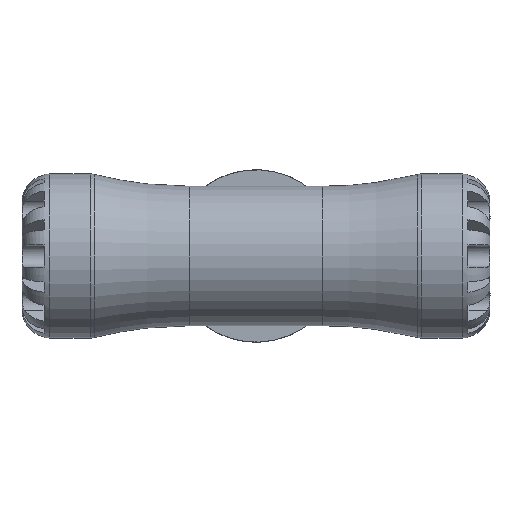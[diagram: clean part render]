
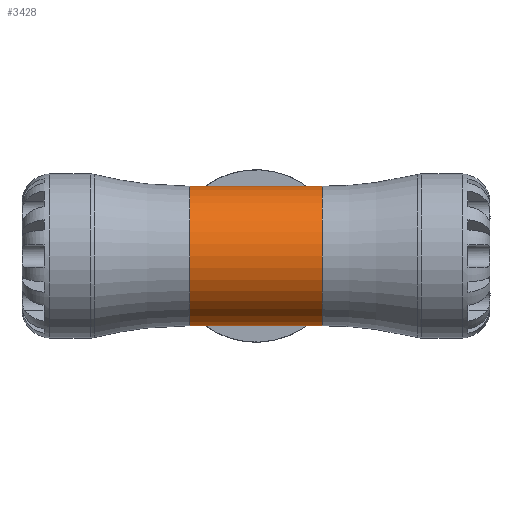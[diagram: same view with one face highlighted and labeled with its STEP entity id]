
A CAD part, front view. The second image highlights one B-rep face of the part: STEP entity #3428.
In plain terms, the highlighted cylindrical face has radius 19.975 mm (diameter 39.95 mm), a full revolution.
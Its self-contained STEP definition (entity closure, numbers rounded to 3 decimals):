
#604=B_SPLINE_CURVE_WITH_KNOTS('',3,(#4997,#4998,#4999,#5000,#5001,#5002,
#5003,#5004,#5005,#5006,#5007,#5008,#5009,#5010,#5011,#5012,#5013,#5014,
#5015,#5016,#5017,#5018,#5019,#5020,#5021,#5022,#5023,#5024,#5025,#5026,
#5027,#5028,#5029,#5030,#5031,#5032,#5033,#5034,#5035,#5036,#5037,#5038,
#5039,#5040,#5041,#5042,#5043,#5044,#5045,#5046,#5047,#5048,#5049,#5050,
#5051,#5052,#5053,#5054,#5055,#5056,#5057,#5058,#5059,#5060,#5061,#5062,
#5063,#5064,#5065,#5066,#5067,#5068,#5069,#5070),.UNSPECIFIED.,.T.,.F.,
(4,2,2,2,2,2,2,2,2,2,2,2,2,2,2,2,2,2,2,2,2,2,2,2,2,2,2,2,2,2,2,2,2,2,2,
2,4),(0.,0.215,0.43,0.86,1.29,
1.721,2.104,2.488,2.871,3.255,
3.639,4.022,4.406,4.789,5.219,
5.65,6.08,6.295,6.51,6.725,
6.94,7.37,7.8,8.23,8.614,
8.998,9.381,9.765,10.148,10.532,
10.916,11.299,11.729,12.159,12.59,
12.805,13.02),.UNSPECIFIED.);
#701=FACE_BOUND('',#938,.T.);
#702=FACE_BOUND('',#939,.T.);
#732=FACE_OUTER_BOUND('',#937,.T.);
#937=EDGE_LOOP('',(#2173));
#938=EDGE_LOOP('',(#2174));
#939=EDGE_LOOP('',(#2175));
#1173=CIRCLE('',#3636,19.975);
#1174=CIRCLE('',#3637,19.975);
#1349=VERTEX_POINT('',#4992);
#1350=VERTEX_POINT('',#4994);
#1351=VERTEX_POINT('',#4996);
#1674=EDGE_CURVE('',#1349,#1349,#1173,.T.);
#1675=EDGE_CURVE('',#1350,#1350,#1174,.T.);
#1676=EDGE_CURVE('',#1351,#1351,#604,.T.);
#2173=ORIENTED_EDGE('',*,*,#1674,.F.);
#2174=ORIENTED_EDGE('',*,*,#1675,.T.);
#2175=ORIENTED_EDGE('',*,*,#1676,.F.);
#3171=CYLINDRICAL_SURFACE('',#3635,19.975);
#3428=ADVANCED_FACE('',(#732,#701,#702),#3171,.T.);
#3635=AXIS2_PLACEMENT_3D('',#4991,#4018,#4019);
#3636=AXIS2_PLACEMENT_3D('',#4993,#4020,#4021);
#3637=AXIS2_PLACEMENT_3D('',#4995,#4022,#4023);
#4018=DIRECTION('center_axis',(1.,0.,0.));
#4019=DIRECTION('ref_axis',(0.,1.,0.));
#4020=DIRECTION('center_axis',(1.,0.,0.));
#4021=DIRECTION('ref_axis',(0.,0.,-1.));
#4022=DIRECTION('center_axis',(1.,0.,0.));
#4023=DIRECTION('ref_axis',(0.,0.,-1.));
#4991=CARTESIAN_POINT('Origin',(9.5,0.,0.));
#4992=CARTESIAN_POINT('',(19.,19.975,0.));
#4993=CARTESIAN_POINT('Origin',(19.,0.,0.));
#4994=CARTESIAN_POINT('',(-19.,19.975,0.));
#4995=CARTESIAN_POINT('Origin',(-19.,0.,0.));
#4996=CARTESIAN_POINT('',(0.,6.75,-18.8));
#4997=CARTESIAN_POINT('Ctrl Pts',(0.,6.75,
-18.8));
#4998=CARTESIAN_POINT('Ctrl Pts',(-0.717,6.75,-18.8));
#4999=CARTESIAN_POINT('Ctrl Pts',(-1.386,6.863,-18.76));
#5000=CARTESIAN_POINT('Ctrl Pts',(-2.666,7.231,-18.621));
#5001=CARTESIAN_POINT('Ctrl Pts',(-3.277,7.485,-18.522));
#5002=CARTESIAN_POINT('Ctrl Pts',(-5.066,8.376,-18.146));
#5003=CARTESIAN_POINT('Ctrl Pts',(-6.198,9.133,-17.789));
#5004=CARTESIAN_POINT('Ctrl Pts',(-8.408,10.756,-16.858));
#5005=CARTESIAN_POINT('Ctrl Pts',(-9.475,11.621,-16.283));
#5006=CARTESIAN_POINT('Ctrl Pts',(-11.489,13.314,-14.93));
#5007=CARTESIAN_POINT('Ctrl Pts',(-12.436,14.144,-14.151));
#5008=CARTESIAN_POINT('Ctrl Pts',(-14.058,15.591,-12.529));
#5009=CARTESIAN_POINT('Ctrl Pts',(-14.802,16.266,-11.651));
#5010=CARTESIAN_POINT('Ctrl Pts',(-16.151,17.502,-9.696));
#5011=CARTESIAN_POINT('Ctrl Pts',(-16.755,18.063,-8.618));
#5012=CARTESIAN_POINT('Ctrl Pts',(-17.751,18.99,-6.318));
#5013=CARTESIAN_POINT('Ctrl Pts',(-18.143,19.358,-5.092));
#5014=CARTESIAN_POINT('Ctrl Pts',(-18.668,19.85,-2.573));
#5015=CARTESIAN_POINT('Ctrl Pts',(-18.8,19.975,-1.279));
#5016=CARTESIAN_POINT('Ctrl Pts',(-18.8,19.975,1.279));
#5017=CARTESIAN_POINT('Ctrl Pts',(-18.668,19.85,2.573));
#5018=CARTESIAN_POINT('Ctrl Pts',(-18.143,19.358,5.092));
#5019=CARTESIAN_POINT('Ctrl Pts',(-17.751,18.99,6.318));
#5020=CARTESIAN_POINT('Ctrl Pts',(-16.755,18.063,8.618));
#5021=CARTESIAN_POINT('Ctrl Pts',(-16.151,17.502,9.696));
#5022=CARTESIAN_POINT('Ctrl Pts',(-14.802,16.266,11.651));
#5023=CARTESIAN_POINT('Ctrl Pts',(-14.058,15.591,12.529));
#5024=CARTESIAN_POINT('Ctrl Pts',(-12.436,14.144,14.151));
#5025=CARTESIAN_POINT('Ctrl Pts',(-11.489,13.314,14.93));
#5026=CARTESIAN_POINT('Ctrl Pts',(-9.475,11.621,16.283));
#5027=CARTESIAN_POINT('Ctrl Pts',(-8.408,10.756,16.858));
#5028=CARTESIAN_POINT('Ctrl Pts',(-6.198,9.133,17.789));
#5029=CARTESIAN_POINT('Ctrl Pts',(-5.066,8.376,18.146));
#5030=CARTESIAN_POINT('Ctrl Pts',(-3.277,7.485,18.522));
#5031=CARTESIAN_POINT('Ctrl Pts',(-2.666,7.231,18.621));
#5032=CARTESIAN_POINT('Ctrl Pts',(-1.386,6.863,18.76));
#5033=CARTESIAN_POINT('Ctrl Pts',(-0.717,6.75,18.8));
#5034=CARTESIAN_POINT('Ctrl Pts',(0.717,6.75,18.8));
#5035=CARTESIAN_POINT('Ctrl Pts',(1.386,6.863,18.76));
#5036=CARTESIAN_POINT('Ctrl Pts',(2.666,7.231,18.621));
#5037=CARTESIAN_POINT('Ctrl Pts',(3.277,7.485,18.522));
#5038=CARTESIAN_POINT('Ctrl Pts',(5.066,8.376,18.146));
#5039=CARTESIAN_POINT('Ctrl Pts',(6.198,9.133,17.789));
#5040=CARTESIAN_POINT('Ctrl Pts',(8.408,10.756,16.858));
#5041=CARTESIAN_POINT('Ctrl Pts',(9.475,11.621,16.283));
#5042=CARTESIAN_POINT('Ctrl Pts',(11.489,13.314,14.93));
#5043=CARTESIAN_POINT('Ctrl Pts',(12.436,14.144,14.151));
#5044=CARTESIAN_POINT('Ctrl Pts',(14.058,15.591,12.529));
#5045=CARTESIAN_POINT('Ctrl Pts',(14.802,16.266,11.651));
#5046=CARTESIAN_POINT('Ctrl Pts',(16.151,17.502,9.696));
#5047=CARTESIAN_POINT('Ctrl Pts',(16.755,18.063,8.618));
#5048=CARTESIAN_POINT('Ctrl Pts',(17.751,18.99,6.318));
#5049=CARTESIAN_POINT('Ctrl Pts',(18.143,19.358,5.092));
#5050=CARTESIAN_POINT('Ctrl Pts',(18.668,19.85,2.573));
#5051=CARTESIAN_POINT('Ctrl Pts',(18.8,19.975,1.279));
#5052=CARTESIAN_POINT('Ctrl Pts',(18.8,19.975,-1.279));
#5053=CARTESIAN_POINT('Ctrl Pts',(18.668,19.85,-2.573));
#5054=CARTESIAN_POINT('Ctrl Pts',(18.143,19.358,-5.092));
#5055=CARTESIAN_POINT('Ctrl Pts',(17.751,18.99,-6.318));
#5056=CARTESIAN_POINT('Ctrl Pts',(16.755,18.063,-8.618));
#5057=CARTESIAN_POINT('Ctrl Pts',(16.151,17.502,-9.696));
#5058=CARTESIAN_POINT('Ctrl Pts',(14.802,16.266,-11.651));
#5059=CARTESIAN_POINT('Ctrl Pts',(14.058,15.591,-12.529));
#5060=CARTESIAN_POINT('Ctrl Pts',(12.436,14.144,-14.151));
#5061=CARTESIAN_POINT('Ctrl Pts',(11.489,13.314,-14.93));
#5062=CARTESIAN_POINT('Ctrl Pts',(9.475,11.621,-16.283));
#5063=CARTESIAN_POINT('Ctrl Pts',(8.408,10.756,-16.858));
#5064=CARTESIAN_POINT('Ctrl Pts',(6.198,9.133,-17.789));
#5065=CARTESIAN_POINT('Ctrl Pts',(5.066,8.376,-18.146));
#5066=CARTESIAN_POINT('Ctrl Pts',(3.277,7.485,-18.522));
#5067=CARTESIAN_POINT('Ctrl Pts',(2.666,7.231,-18.621));
#5068=CARTESIAN_POINT('Ctrl Pts',(1.386,6.863,-18.76));
#5069=CARTESIAN_POINT('Ctrl Pts',(0.717,6.75,-18.8));
#5070=CARTESIAN_POINT('Ctrl Pts',(0.,6.75,
-18.8));
